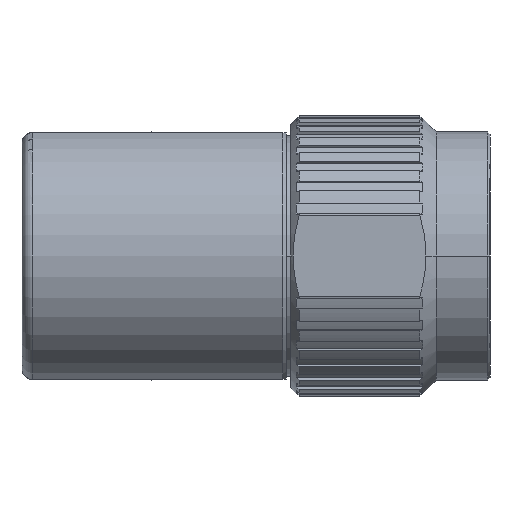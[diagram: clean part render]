
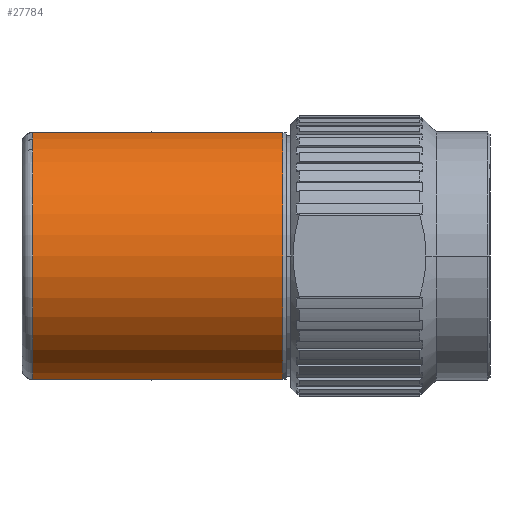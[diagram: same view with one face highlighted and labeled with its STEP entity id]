
A CAD part, left-side view. The second image highlights one B-rep face of the part: STEP entity #27784.
In plain terms, the highlighted cylindrical face has radius 11.75 mm (diameter 23.5 mm), a partial arc.
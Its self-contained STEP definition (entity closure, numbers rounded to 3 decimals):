
#6865=DIRECTION('',(0.,-1.,0.));
#6866=VECTOR('',#6865,23.2);
#6867=CARTESIAN_POINT('',(12.362,11.,-11.45));
#6868=LINE('',#6867,#6866);
#6869=CARTESIAN_POINT('',(15.,11.,0.));
#6870=DIRECTION('',(0.,-1.,0.));
#6871=DIRECTION('',(-0.225,0.,0.974));
#6872=AXIS2_PLACEMENT_3D('',#6869,#6870,#6871);
#6874=DIRECTION('',(0.,1.,0.));
#6875=VECTOR('',#6874,23.2);
#6876=CARTESIAN_POINT('',(12.362,-12.2,11.45));
#6877=LINE('',#6876,#6875);
#6950=CARTESIAN_POINT('',(15.,-12.2,0.));
#6951=DIRECTION('',(0.,1.,0.));
#6952=DIRECTION('',(-0.225,0.,-0.974));
#6953=AXIS2_PLACEMENT_3D('',#6950,#6951,#6952);
#6955=CARTESIAN_POINT('',(12.362,-12.2,11.45));
#6970=CARTESIAN_POINT('',(12.362,-12.2,-11.45));
#17658=VERTEX_POINT('',#6955);
#17661=VERTEX_POINT('',#6970);
#17671=CARTESIAN_POINT('',(12.362,11.,-11.45));
#17673=VERTEX_POINT('',#17671);
#17684=CARTESIAN_POINT('',(12.362,11.,11.45));
#17685=VERTEX_POINT('',#17684);
#27769=CARTESIAN_POINT('',(15.,-21.2,0.));
#27770=DIRECTION('',(0.,1.,0.));
#27771=DIRECTION('',(1.,0.,0.));
#27772=AXIS2_PLACEMENT_3D('',#27769,#27770,#27771);
#27773=CYLINDRICAL_SURFACE('',#27772,11.75);
#27775=ORIENTED_EDGE('',*,*,#27774,.F.);
#27777=ORIENTED_EDGE('',*,*,#27776,.F.);
#27779=ORIENTED_EDGE('',*,*,#27778,.F.);
#27781=ORIENTED_EDGE('',*,*,#27780,.F.);
#27782=EDGE_LOOP('',(#27775,#27777,#27779,#27781));
#27783=FACE_OUTER_BOUND('',#27782,.F.);
#27784=ADVANCED_FACE('',(#27783),#27773,.T.);
#6873=CIRCLE('',#6872,11.75);
#6954=CIRCLE('',#6953,11.75);
#27774=EDGE_CURVE('',#17673,#17661,#6868,.T.);
#27776=EDGE_CURVE('',#17685,#17673,#6873,.T.);
#27778=EDGE_CURVE('',#17658,#17685,#6877,.T.);
#27780=EDGE_CURVE('',#17661,#17658,#6954,.T.);
